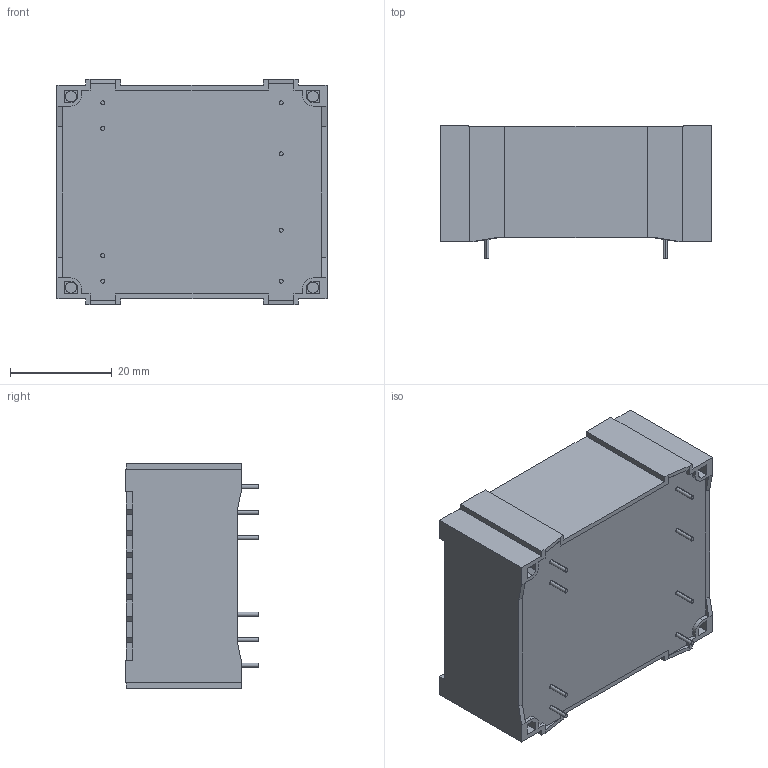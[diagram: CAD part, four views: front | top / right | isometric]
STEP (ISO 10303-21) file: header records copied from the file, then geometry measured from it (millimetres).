
FILE_DESCRIPTION (( 'STEP AP214' ), '1' );
FILE_NAME ('383636.STEP', '2021-10-08T11:50:37', ( '' ), ( '' ), 'SwSTEP 2.0', 'SolidWorks 2018', '' );
FILE_SCHEMA (( 'AUTOMOTIVE_DESIGN' ));
Length unit declared in the file: millimetre
Products named in the file (1): 383636
Bounding box: 53 x 26.2 x 44.2 mm (x, y, z)
Volume: 48400 mm3; surface area: 10078.7 mm2
Topology: 1 solids, 1 shells, 260 faces, 626 edges, 392 vertices
Faces by surface type: plane 224, cylinder 36
Entity records: 7408 total; most frequent: CARTESIAN_POINT 1279, ORIENTED_EDGE 1252, DIRECTION 1220, EDGE_CURVE 626, LINE 554, VECTOR 554, VERTEX_POINT 392, AXIS2_PLACEMENT_3D 333
